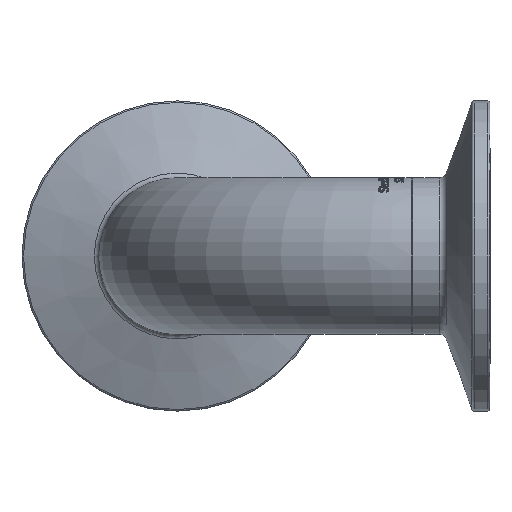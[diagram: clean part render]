
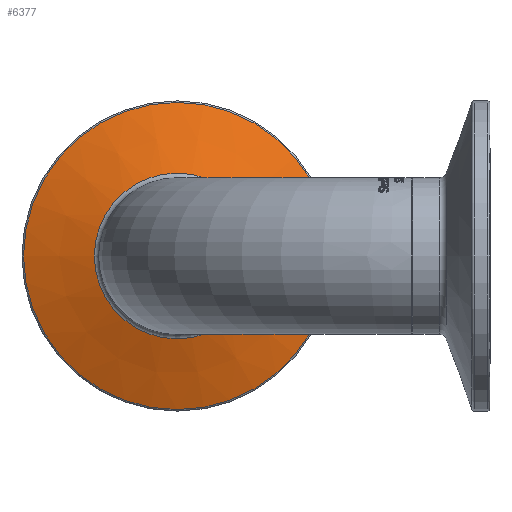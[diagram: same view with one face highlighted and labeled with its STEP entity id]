
A CAD part, left-side view. The second image highlights one B-rep face of the part: STEP entity #6377.
In plain terms, the highlighted conical face has half-angle 70 degrees and reference radius 18.948 mm.
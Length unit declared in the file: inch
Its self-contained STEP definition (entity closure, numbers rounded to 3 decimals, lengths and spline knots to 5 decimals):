
#16=CONICAL_SURFACE('',#6612,0.746,70.);
#57=CIRCLE('',#6611,0.98213);
#58=CIRCLE('',#6613,0.52961);
#128=FACE_BOUND('',#1831,.T.);
#1402=FACE_OUTER_BOUND('',#1830,.T.);
#1830=EDGE_LOOP('',(#5886));
#1831=EDGE_LOOP('',(#5887));
#3085=VERTEX_POINT('',#14436);
#3086=VERTEX_POINT('',#14439);
#4025=EDGE_CURVE('',#3085,#3085,#57,.T.);
#4026=EDGE_CURVE('',#3086,#3086,#58,.T.);
#5886=ORIENTED_EDGE('',*,*,#4026,.F.);
#5887=ORIENTED_EDGE('',*,*,#4025,.F.);
#6377=ADVANCED_FACE('',(#1402,#128),#16,.T.);
#6611=AXIS2_PLACEMENT_3D('',#14437,#7371,#7372);
#6612=AXIS2_PLACEMENT_3D('',#14438,#7373,#7374);
#6613=AXIS2_PLACEMENT_3D('',#14440,#7375,#7376);
#7371=DIRECTION('center_axis',(1.,0.,0.));
#7372=DIRECTION('ref_axis',(0.,-1.,0.));
#7373=DIRECTION('center_axis',(1.,0.,0.));
#7374=DIRECTION('ref_axis',(0.,1.,0.));
#7375=DIRECTION('center_axis',(-1.,0.,0.));
#7376=DIRECTION('ref_axis',(0.,-1.,0.));
#14436=CARTESIAN_POINT('',(1.88441,2.48213,0.));
#14437=CARTESIAN_POINT('Origin',(1.88441,1.5,0.));
#14438=CARTESIAN_POINT('Origin',(1.79846,1.5,0.));
#14439=CARTESIAN_POINT('',(1.7197,2.02961,0.));
#14440=CARTESIAN_POINT('Origin',(1.7197,1.5,0.));
